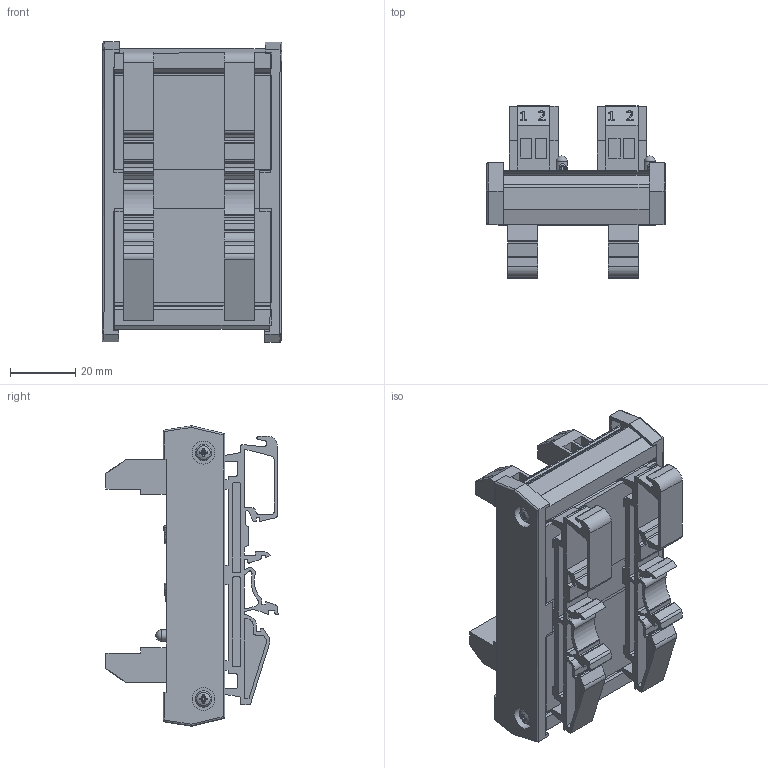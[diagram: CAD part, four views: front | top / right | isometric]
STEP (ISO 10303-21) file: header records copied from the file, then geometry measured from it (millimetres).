
FILE_DESCRIPTION((''),'2;1');
FILE_NAME('Opto_2_Position.stp','2015-07-10T11:22:07',('CAD Station'),(''),'Autodesk Inventor 2013','Autodesk Inventor 2013','');
FILE_SCHEMA(('CONFIG_CONTROL_DESIGN'));
Length unit declared in the file: millimetre
Products named in the file (16): Opto_2_Position; Opto_AssyDefault; 2GreenAssy; 2 hole green; 12Label; 3GreenASSY; 3 hole green; 345Label; OptoBoard; Green Bulb; Fuse; ResScaled; 1Channe;Case; BASE LEGS; BASE SIDE; BS EN ISO 7045 Z - Metric M2.5 x 10 - 4.8 - Z
Assembly tree (21 placements, depth 4):
  Opto_2_Position
    Opto_AssyDefault  x2
      2GreenAssy
        2 hole green
        12Label
      3GreenASSY
        3 hole green
        345Label
      OptoBoard
      Green Bulb
      Fuse
      ResScaled
    1Channe;Case
    BASE LEGS  x2
    BASE SIDE  x2
    BS EN ISO 7045 Z - Metric M2.5 x 10 - 4.8 - Z  x4
Bounding box: 54.97 x 52.74 x 92.1 mm (x, y, z)
Volume: 41735.3 mm3; surface area: 55099.4 mm2
Topology: 25 solids, 25 shells, 1321 faces, 3465 edges, 2274 vertices
Faces by surface type: plane 806, cylinder 289, bspline 106, cone 64, torus 50, sphere 6
Full cylindrical faces by diameter (mm): 0.35 x16, 2.019 x6, 2.02 x4, 2.1 x12, 2.256 x4, 2.3 x10, 2.5 x4, 3.2 x4, 3.5 x2, 3.59 x2, 3.75 x10, 4 x2, 7 x4, 9 x4
Entity records: 23034 total; most frequent: CARTESIAN_POINT 5184, ORIENTED_EDGE 3582, DIRECTION 3402, EDGE_CURVE 1791, VECTOR 1270, LINE 1270, VERTEX_POINT 1221, AXIS2_PLACEMENT_3D 1066
